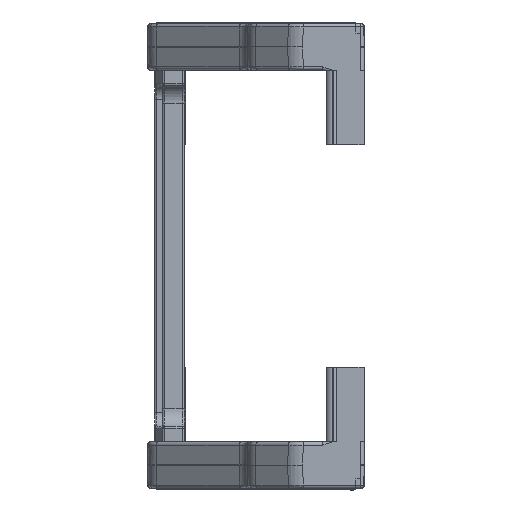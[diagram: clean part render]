
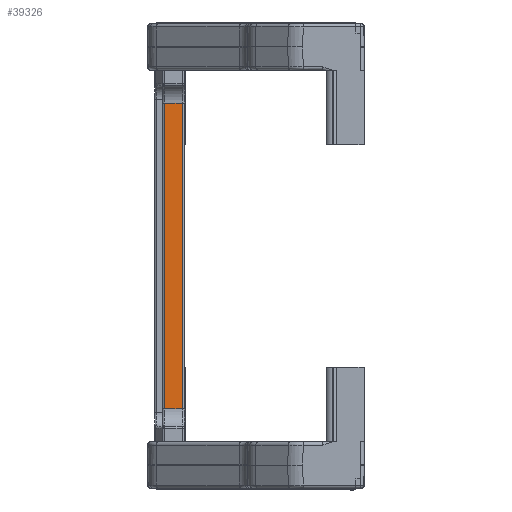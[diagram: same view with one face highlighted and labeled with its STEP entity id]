
A CAD part, left-side view. The second image highlights one B-rep face of the part: STEP entity #39326.
In plain terms, the highlighted planar face has unit normal (-1, 0, 0).
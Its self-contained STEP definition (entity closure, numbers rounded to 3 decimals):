
#4964 = EDGE_LOOP ( 'NONE', ( #82802, #31200, #47440, #64357 ) ) ;
#7586 = VERTEX_POINT ( 'NONE', #63399 ) ;
#8182 = VECTOR ( 'NONE', #57456, 1000. ) ;
#11527 = DIRECTION ( 'NONE',  ( 0., 0., 1. ) ) ;
#12056 = VERTEX_POINT ( 'NONE', #68849 ) ;
#12715 = CARTESIAN_POINT ( 'NONE',  ( -229.373, 19.62, 131.861 ) ) ;
#13796 = DIRECTION ( 'NONE',  ( 0., 1., 0. ) ) ;
#15853 = AXIS2_PLACEMENT_3D ( 'NONE', #99667, #98842, #11527 ) ;
#18236 = EDGE_CURVE ( 'NONE', #88643, #7586, #24927, .T. ) ;
#21706 = LINE ( 'NONE', #22673, #53505 ) ;
#22673 = CARTESIAN_POINT ( 'NONE',  ( -229.373, -78.867, 131.861 ) ) ;
#24927 = LINE ( 'NONE', #50098, #30990 ) ;
#27841 = LINE ( 'NONE', #47739, #8182 ) ;
#30990 = VECTOR ( 'NONE', #49229, 1000. ) ;
#31200 = ORIENTED_EDGE ( 'NONE', *, *, #43898, .F. ) ;
#39326 = ADVANCED_FACE ( 'NONE', ( #96002 ), #107739, .T. ) ;
#41916 = VERTEX_POINT ( 'NONE', #12715 ) ;
#43898 = EDGE_CURVE ( 'NONE', #88643, #41916, #21706, .T. ) ;
#46771 = DIRECTION ( 'NONE',  ( 0., 0., -1. ) ) ;
#47440 = ORIENTED_EDGE ( 'NONE', *, *, #18236, .T. ) ;
#47739 = CARTESIAN_POINT ( 'NONE',  ( -229.373, -78.867, 197.717 ) ) ;
#49229 = DIRECTION ( 'NONE',  ( 0., 0., 1. ) ) ;
#50098 = CARTESIAN_POINT ( 'NONE',  ( -229.373, 15.795, 197.957 ) ) ;
#53505 = VECTOR ( 'NONE', #13796, 1000. ) ;
#54757 = EDGE_CURVE ( 'NONE', #7586, #12056, #27841, .T. ) ;
#57456 = DIRECTION ( 'NONE',  ( 0., 1., 0. ) ) ;
#63399 = CARTESIAN_POINT ( 'NONE',  ( -229.373, 15.795, 197.717 ) ) ;
#64357 = ORIENTED_EDGE ( 'NONE', *, *, #54757, .T. ) ;
#68838 = EDGE_CURVE ( 'NONE', #12056, #41916, #92966, .T. ) ;
#68849 = CARTESIAN_POINT ( 'NONE',  ( -229.373, 19.62, 197.717 ) ) ;
#79647 = CARTESIAN_POINT ( 'NONE',  ( -229.373, 15.795, 131.861 ) ) ;
#82802 = ORIENTED_EDGE ( 'NONE', *, *, #68838, .T. ) ;
#88643 = VERTEX_POINT ( 'NONE', #79647 ) ;
#92966 = LINE ( 'NONE', #125239, #118940 ) ;
#96002 = FACE_OUTER_BOUND ( 'NONE', #4964, .T. ) ;
#98842 = DIRECTION ( 'NONE',  ( -1., 0., 0. ) ) ;
#99667 = CARTESIAN_POINT ( 'NONE',  ( -229.373, -78.867, 104.399 ) ) ;
#107739 = PLANE ( 'NONE',  #15853 ) ;
#118940 = VECTOR ( 'NONE', #46771, 1000. ) ;
#125239 = CARTESIAN_POINT ( 'NONE',  ( -229.373, 19.62, 104.399 ) ) ;
